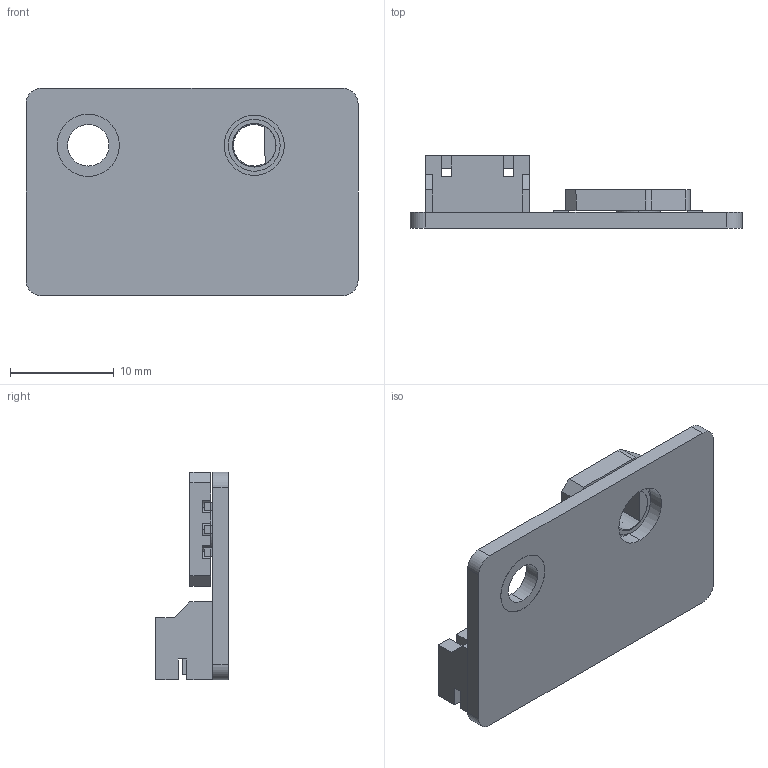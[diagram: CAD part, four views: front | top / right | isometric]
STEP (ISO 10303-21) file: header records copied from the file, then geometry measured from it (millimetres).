
FILE_DESCRIPTION (( 'STEP AP214' ), '1' );
FILE_NAME ('Me Angular Sensor V1.0.step', '2016-10-28T06:58:18', ( 'dell' ), ( '' ), 'SwSTEP 2.0', 'SolidWorks 2013', '' );
FILE_SCHEMA (( 'AUTOMOTIVE_DESIGN' ));
Length unit declared in the file: millimetre
Products named in the file (1): Me Angular Sensor V1.0
Bounding box: 32 x 7.01 x 20 mm (x, y, z)
Surface area: 2091.2 mm2 (no closed solid volume)
Topology: 0 solids, 10 shells, 125 faces, 395 edges, 277 vertices
Faces by surface type: plane 102, cylinder 23
Entity records: 5710 total; most frequent: CARTESIAN_POINT 798, DIRECTION 703, ORIENTED_EDGE 688, EDGE_CURVE 395, LINE 339, VECTOR 339, VERTEX_POINT 277, AXIS2_PLACEMENT_3D 182
